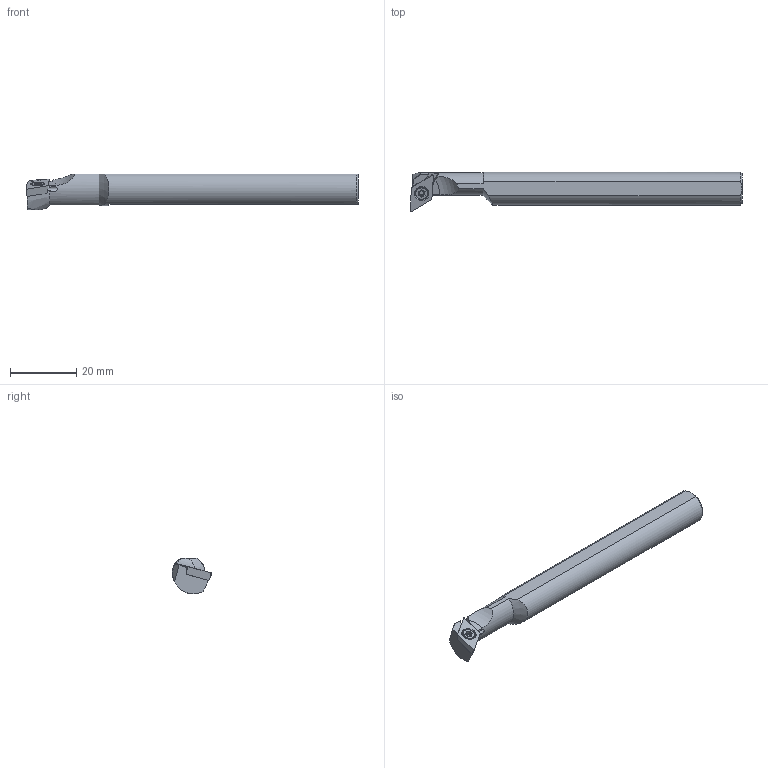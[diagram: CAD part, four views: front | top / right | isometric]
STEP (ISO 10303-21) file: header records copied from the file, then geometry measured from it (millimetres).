
FILE_DESCRIPTION((''),'2;1');
FILE_NAME('AH0810H SDUCR 07 STEP.STP','2016-04-22T16:09:05',(''),(''),'STEP Write','Mastercam X ... CNC Software, Inc.','');
FILE_SCHEMA(('CONFIG_CONTROL_DESIGN'));
Length unit declared in the file: millimetre
Bounding box: 100 x 12 x 10.77 mm (x, y, z)
Surface area: 4220.4 mm2 (no closed solid volume)
Topology: 0 solids, 111 shells, 111 faces, 606 edges, 653 vertices
Faces by surface type: plane 43, cylinder 36, cone 14, torus 11, bspline 7
Full cylindrical faces by diameter (mm): 1.5 x1, 2.45 x1, 2.5 x1, 2.8 x1, 3 x1, 3.5 x1, 4 x1
Entity records: 7758 total; most frequent: CARTESIAN_POINT 3203, VERTEX_POINT 1008, DIRECTION 808, EDGE_CURVE 504, ORIENTED_EDGE 504, VECTOR 282, LINE 282, AXIS2_PLACEMENT_3D 263
